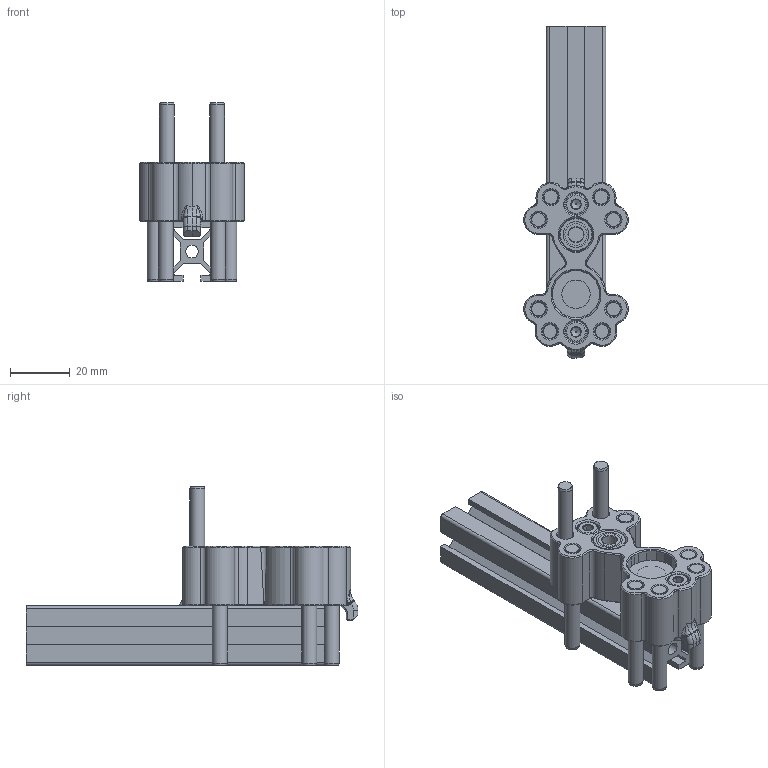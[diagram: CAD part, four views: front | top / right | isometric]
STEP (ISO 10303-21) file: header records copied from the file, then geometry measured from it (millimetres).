
FILE_DESCRIPTION(/* description */ (''),/* implementation_level */ '2;1');
FILE_NAME(/* name */ 'Multi_20.step',/* time_stamp */ '2026-02-20T00:26:24-08:00',/* author */ (''),/* organization */ (''),/* preprocessor_version */ 'ST-DEVELOPER v20.1',/* originating_system */ 'Autodesk Translation Framework v14.24.0.0',/* authorisation */ '');
FILE_SCHEMA (('AUTOMOTIVE_DESIGN { 1 0 10303 214 3 1 1 }'));
Length unit declared in the file: millimetre
Products named in the file (7): 2026-02-20-00-26-04-217; 2025-12-07-18-07-48-236; 2026-02-20-00-26-04-221; 2026-02-20-00-26-04-218; 2026-02-15-03-44-28-586; 2026-02-15-03-45-25-427; 2026-02-14-20-46-24-834
Assembly tree (15 placements, depth 2):
  2026-02-20-00-26-04-217
    2025-12-07-18-07-48-236
    2026-02-20-00-26-04-221
    2026-02-20-00-26-04-218
    2026-02-15-03-44-28-586  x2
    2026-02-15-03-45-25-427  x8
    2026-02-14-20-46-24-834  x2
Bounding box: 35.1 x 111.36 x 60 mm (x, y, z)
Volume: 44639.2 mm3; surface area: 36124.1 mm2
Topology: 44 solids, 44 shells, 631 faces, 1455 edges, 872 vertices
Faces by surface type: plane 312, cone 126, cylinder 119, bspline 34, sphere 24, torus 16
Full cylindrical faces by diameter (mm): 4 x2, 4.2 x1, 5 x18, 7 x2, 7.385 x8, 8.615 x8, 11 x2
Entity records: 16594 total; most frequent: CARTESIAN_POINT 3950, DIRECTION 2582, ORIENTED_EDGE 2524, EDGE_CURVE 1262, AXIS2_PLACEMENT_3D 866, LINE 850, VECTOR 850, VERTEX_POINT 772
